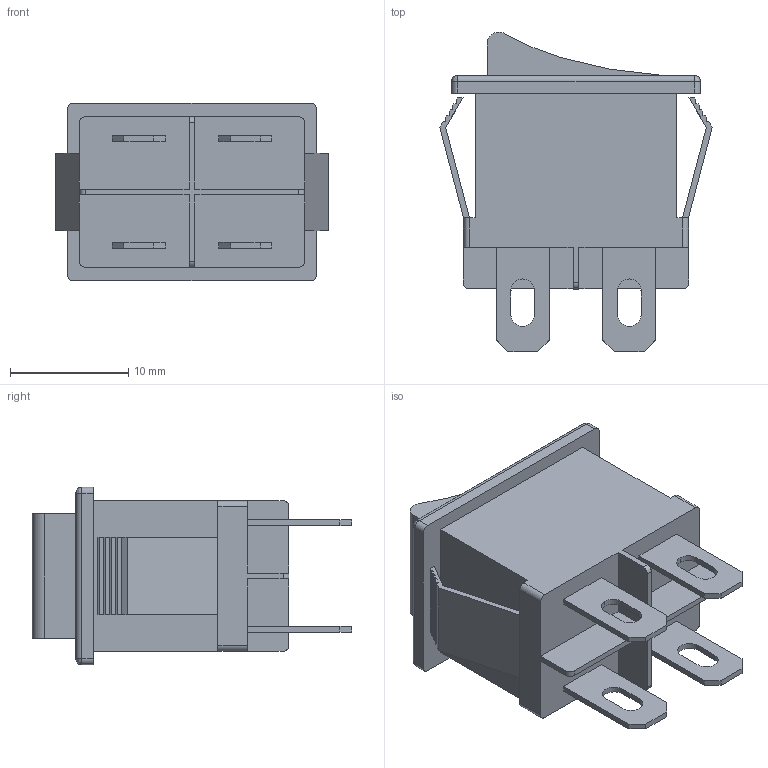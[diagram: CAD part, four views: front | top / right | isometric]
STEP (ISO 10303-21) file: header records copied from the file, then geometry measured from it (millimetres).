
FILE_DESCRIPTION (( 'STEP AP214' ), '1' );
FILE_NAME ('64_Switch.STEP', '2020-09-19T01:47:58', ( '' ), ( '' ), 'SwSTEP 2.0', 'SolidWorks 2017', '' );
FILE_SCHEMA (( 'AUTOMOTIVE_DESIGN' ));
Length unit declared in the file: millimetre
Products named in the file (1): 64_Switch
Bounding box: 23 x 26.97 x 15 mm (x, y, z)
Volume: 1587.7 mm3; surface area: 3532.5 mm2
Topology: 1 solids, 1 shells, 144 faces, 390 edges, 252 vertices
Faces by surface type: plane 110, cylinder 29, bspline 5
Entity records: 4725 total; most frequent: CARTESIAN_POINT 854, ORIENTED_EDGE 772, DIRECTION 722, EDGE_CURVE 386, LINE 326, VECTOR 326, VERTEX_POINT 252, AXIS2_PLACEMENT_3D 198
